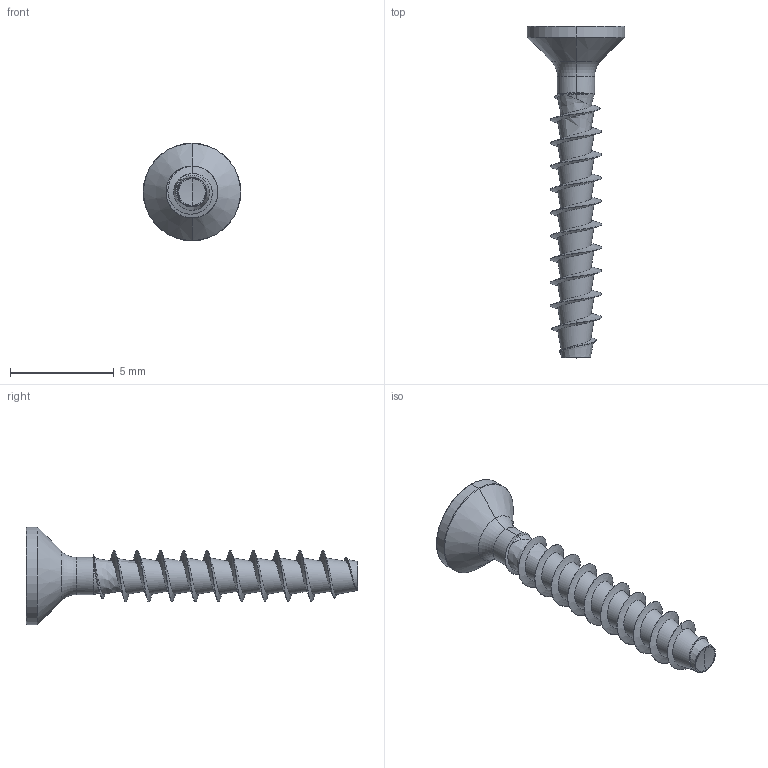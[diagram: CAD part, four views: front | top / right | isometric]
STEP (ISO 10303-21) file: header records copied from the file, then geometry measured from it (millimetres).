
FILE_DESCRIPTION (( 'STEP AP203' ), '1' );
FILE_NAME ('STP23A0250160.STEP', '2017-11-16T21:03:23', ( '' ), ( '' ), 'SwSTEP 2.0', 'SolidWorks 2015', '' );
FILE_SCHEMA (( 'CONFIG_CONTROL_DESIGN' ));
Length unit declared in the file: millimetre
Products named in the file (1): STP23A0250160
Bounding box: 4.7 x 16 x 4.7 mm (x, y, z)
Volume: 52.9 mm3; surface area: 176.3 mm2
Topology: 1 solids, 1 shells, 167 faces, 382 edges, 217 vertices
Faces by surface type: bspline 56, cylinder 45, plane 30, sphere 18, cone 12, torus 6
Entity records: 17391 total; most frequent: CARTESIAN_POINT 14061, ORIENTED_EDGE 760, DIRECTION 595, EDGE_CURVE 380, AXIS2_PLACEMENT_3D 241, VERTEX_POINT 217, EDGE_LOOP 169, ADVANCED_FACE 167
